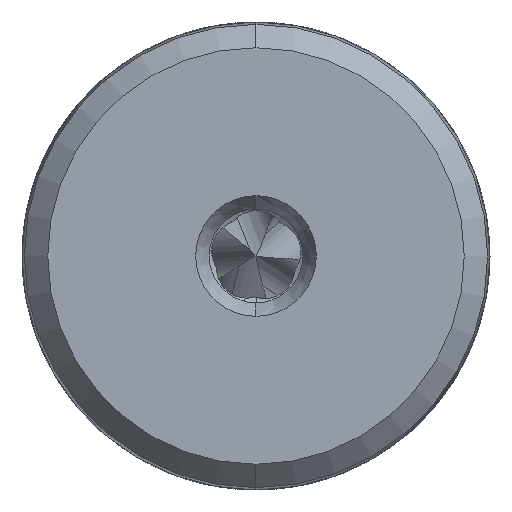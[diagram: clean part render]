
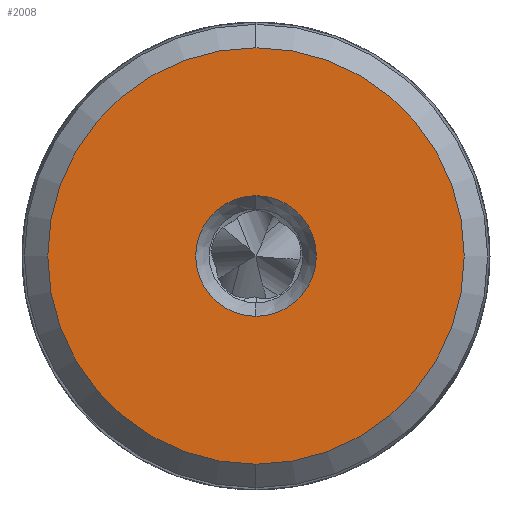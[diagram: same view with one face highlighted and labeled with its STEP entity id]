
A CAD part, left-side view. The second image highlights one B-rep face of the part: STEP entity #2008.
In plain terms, the highlighted planar face has unit normal (-1, 0, 0).
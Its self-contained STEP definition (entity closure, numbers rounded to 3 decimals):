
#379 = EDGE_LOOP ( 'NONE', ( #3163, #3318 ) ) ;
#460 = EDGE_CURVE ( 'NONE', #2393, #2459, #4967, .T. ) ;
#461 = EDGE_CURVE ( 'NONE', #2280, #2484, #4963, .T. ) ;
#660 = AXIS2_PLACEMENT_3D ( 'NONE', #3646, #3645, #3652 ) ;
#813 = CIRCLE ( 'NONE', #815, 8.9 ) ;
#815 = AXIS2_PLACEMENT_3D ( 'NONE', #1581, #1582, #1583 ) ;
#820 = CIRCLE ( 'NONE', #822, 2.577 ) ;
#822 = AXIS2_PLACEMENT_3D ( 'NONE', #1597, #1598, #1599 ) ;
#1581 = CARTESIAN_POINT ( 'NONE',  ( -79.5, 0., 0. ) ) ;
#1582 = DIRECTION ( 'NONE',  ( 1., 0., 0. ) ) ;
#1583 = DIRECTION ( 'NONE',  ( 0., 0., -1. ) ) ;
#1597 = CARTESIAN_POINT ( 'NONE',  ( -79.5, 0., 0. ) ) ;
#1598 = DIRECTION ( 'NONE',  ( 1., 0., 0. ) ) ;
#1599 = DIRECTION ( 'NONE',  ( 0., 0., -1. ) ) ;
#2008 = ADVANCED_FACE ( 'NONE', ( #3647, #3649 ), #3650, .T. ) ;
#2280 = VERTEX_POINT ( 'NONE', #3883 ) ;
#2393 = VERTEX_POINT ( 'NONE', #3910 ) ;
#2459 = VERTEX_POINT ( 'NONE', #3914 ) ;
#2484 = VERTEX_POINT ( 'NONE', #3936 ) ;
#2802 = CARTESIAN_POINT ( 'NONE',  ( -79.5, 0., 0. ) ) ;
#2803 = DIRECTION ( 'NONE',  ( 1., 0., 0. ) ) ;
#2804 = DIRECTION ( 'NONE',  ( 0., 0., -1. ) ) ;
#2805 = CARTESIAN_POINT ( 'NONE',  ( -79.5, 0., 0. ) ) ;
#2806 = DIRECTION ( 'NONE',  ( 1., 0., 0. ) ) ;
#2807 = DIRECTION ( 'NONE',  ( 0., 0., -1. ) ) ;
#3163 = ORIENTED_EDGE ( 'NONE', *, *, #4873, .T. ) ;
#3293 = ORIENTED_EDGE ( 'NONE', *, *, #461, .F. ) ;
#3294 = ORIENTED_EDGE ( 'NONE', *, *, #4868, .F. ) ;
#3318 = ORIENTED_EDGE ( 'NONE', *, *, #460, .T. ) ;
#3470 = EDGE_LOOP ( 'NONE', ( #3294, #3293 ) ) ;
#3645 = DIRECTION ( 'NONE',  ( -1., 0., 0. ) ) ;
#3646 = CARTESIAN_POINT ( 'NONE',  ( -79.5, 8.9, 0. ) ) ;
#3647 = FACE_BOUND ( 'NONE', #379, .T. ) ;
#3649 = FACE_OUTER_BOUND ( 'NONE', #3470, .T. ) ;
#3650 = PLANE ( 'NONE',  #660 ) ;
#3652 = DIRECTION ( 'NONE',  ( 0., 0., 1. ) ) ;
#3883 = CARTESIAN_POINT ( 'NONE',  ( -79.5, 0., 8.9 ) ) ;
#3910 = CARTESIAN_POINT ( 'NONE',  ( -79.5, 0., -2.577 ) ) ;
#3914 = CARTESIAN_POINT ( 'NONE',  ( -79.5, 0., 2.577 ) ) ;
#3936 = CARTESIAN_POINT ( 'NONE',  ( -79.5, 0., -8.9 ) ) ;
#4868 = EDGE_CURVE ( 'NONE', #2484, #2280, #813, .T. ) ;
#4873 = EDGE_CURVE ( 'NONE', #2459, #2393, #820, .T. ) ;
#4963 = CIRCLE ( 'NONE', #4969, 8.9 ) ;
#4965 = AXIS2_PLACEMENT_3D ( 'NONE', #2802, #2803, #2804 ) ;
#4967 = CIRCLE ( 'NONE', #4965, 2.577 ) ;
#4969 = AXIS2_PLACEMENT_3D ( 'NONE', #2805, #2806, #2807 ) ;
